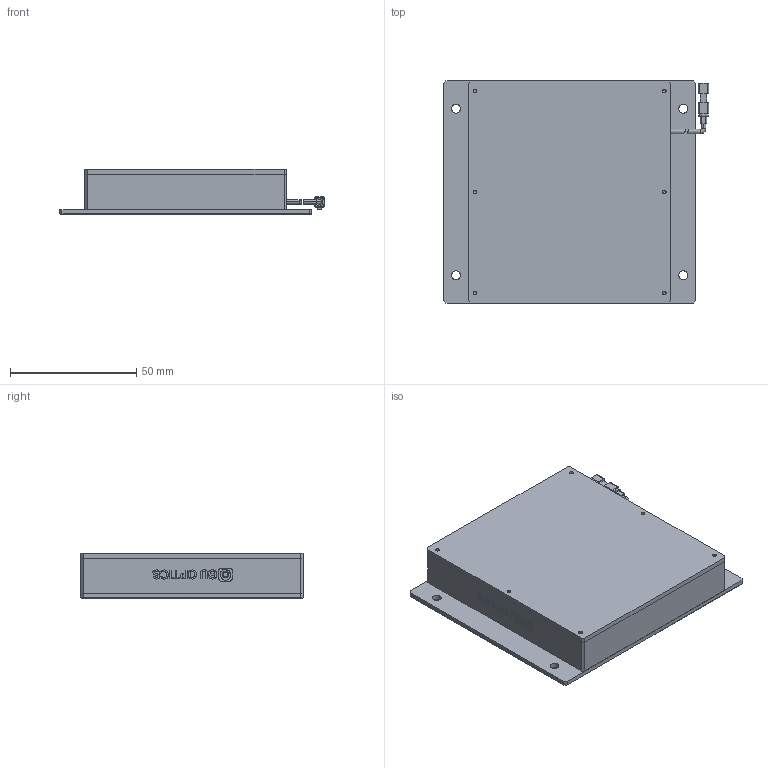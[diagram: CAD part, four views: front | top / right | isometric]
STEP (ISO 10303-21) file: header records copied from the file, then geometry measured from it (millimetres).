
FILE_DESCRIPTION (( 'STEP AP214' ), '1' );
FILE_NAME ('660703-B.STEP', '2019-03-06T08:05:45', ( 'user' ), ( '微软中国' ), 'SwSTEP 2.0', 'SolidWorks 2016', '' );
FILE_SCHEMA (( 'AUTOMOTIVE_DESIGN' ));
Length unit declared in the file: millimetre
Products named in the file (1): 660703-B
Bounding box: 105 x 88 x 18.1 mm (x, y, z)
Volume: 47495.6 mm3; surface area: 45059.7 mm2
Topology: 5 solids, 5 shells, 419 faces, 1059 edges, 676 vertices
Faces by surface type: plane 188, cylinder 132, bspline 61, cone 38
Entity records: 16534 total; most frequent: CARTESIAN_POINT 3150, ORIENTED_EDGE 2070, DIRECTION 1913, EDGE_CURVE 1035, VERTEX_POINT 676, LINE 639, VECTOR 639, AXIS2_PLACEMENT_3D 637
